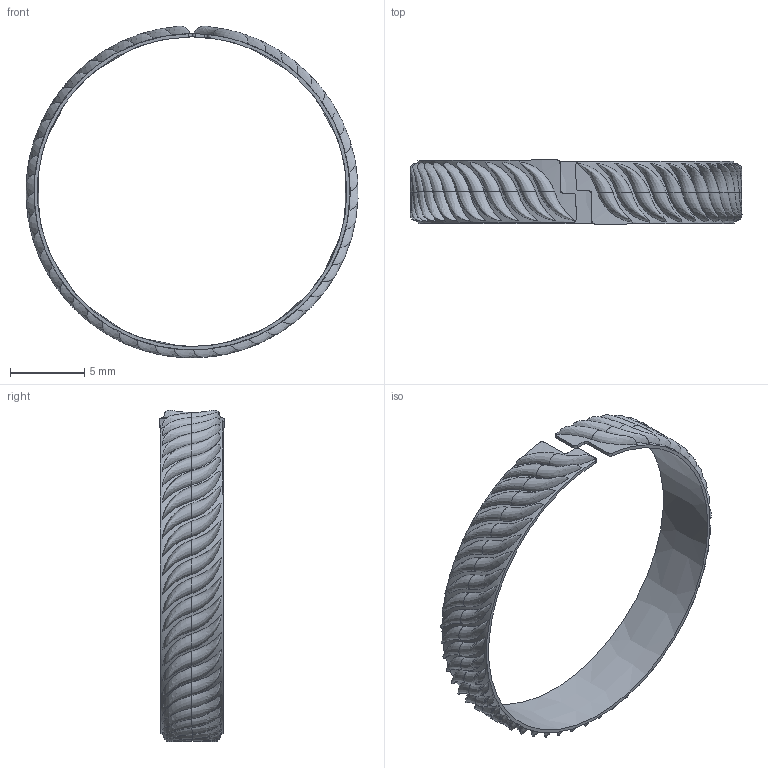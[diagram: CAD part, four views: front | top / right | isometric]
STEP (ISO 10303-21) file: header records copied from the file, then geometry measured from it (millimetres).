
FILE_DESCRIPTION(('FreeCAD Model'),'2;1');
FILE_NAME('Open CASCADE Shape Model','2025-05-04T02:57:32',('FreeCAD'),( 'FreeCAD'),'Open CASCADE STEP processor 7.6','FreeCAD','Unknown');
FILE_SCHEMA(('AUTOMOTIVE_DESIGN { 1 0 10303 214 1 1 1 1 }'));
Length unit declared in the file: millimetre
Products named in the file (1): Open CASCADE STEP translator 7.6 1
Bounding box: 22.34 x 4.32 x 22.31 mm (x, y, z)
Volume: 127.8 mm3; surface area: 770.5 mm2
Topology: 1 solids, 1 shells, 118 faces, 398 edges, 232 vertices
Faces by surface type: bspline 118
Entity records: 10320 total; most frequent: CARTESIAN_POINT 8307, ORIENTED_EDGE 596, EDGE_CURVE 298, B_SPLINE_CURVE_WITH_KNOTS 298, VERTEX_POINT 232, FACE_BOUND 168, EDGE_LOOP 168, ADVANCED_FACE 118
